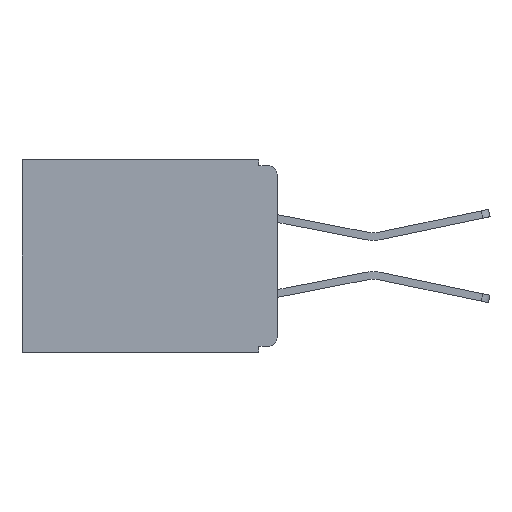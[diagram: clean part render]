
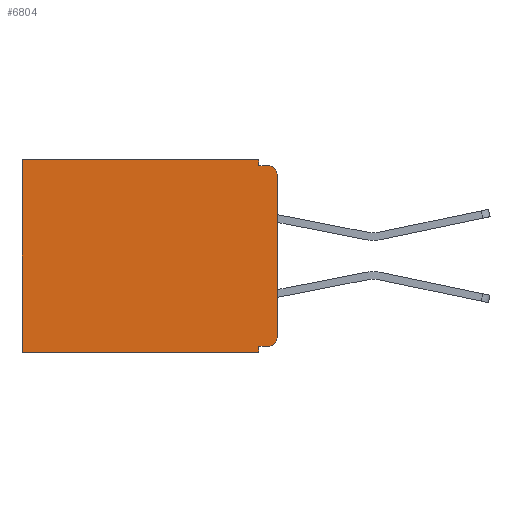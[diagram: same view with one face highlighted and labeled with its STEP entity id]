
A CAD part, left-side view. The second image highlights one B-rep face of the part: STEP entity #6804.
In plain terms, the highlighted planar face has unit normal (-1, 0, 0).
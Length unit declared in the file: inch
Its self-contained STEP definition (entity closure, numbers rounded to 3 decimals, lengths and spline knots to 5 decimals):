
#283 = CARTESIAN_POINT ( 'NONE',  ( 0.3, 0.031, -0.32 ) ) ;
#749 = CARTESIAN_POINT ( 'NONE',  ( 0.3, 0.031, -0.33 ) ) ;
#776 = ORIENTED_EDGE ( 'NONE', *, *, #27971, .F. ) ;
#802 = LINE ( 'NONE', #28107, #24898 ) ;
#1243 = LINE ( 'NONE', #28374, #26074 ) ;
#1551 = DIRECTION ( 'NONE',  ( 0., 0., -1. ) ) ;
#1642 = VECTOR ( 'NONE', #19796, 39.37008 ) ;
#1878 = AXIS2_PLACEMENT_3D ( 'NONE', #25469, #15487, #16957 ) ;
#2384 = EDGE_CURVE ( 'NONE', #8486, #25981, #7656, .T. ) ;
#2401 = VERTEX_POINT ( 'NONE', #15375 ) ;
#2535 = CARTESIAN_POINT ( 'NONE',  ( 0.3, 0.015, -0.32 ) ) ;
#2966 = VECTOR ( 'NONE', #22616, 39.37008 ) ;
#3639 = EDGE_CURVE ( 'NONE', #13664, #30204, #25408, .T. ) ;
#4060 = ORIENTED_EDGE ( 'NONE', *, *, #2384, .T. ) ;
#4384 = EDGE_CURVE ( 'NONE', #30042, #10812, #29410, .T. ) ;
#5072 = VERTEX_POINT ( 'NONE', #20966 ) ;
#5115 = CARTESIAN_POINT ( 'NONE',  ( 0.3, 0., -0.01 ) ) ;
#6259 = CARTESIAN_POINT ( 'NONE',  ( 0.3, 0.437, -0.33 ) ) ;
#6804 = ADVANCED_FACE ( 'NONE', ( #24175 ), #29497, .F. ) ;
#7656 = CIRCLE ( 'NONE', #18926, 0.015 ) ;
#7735 = VERTEX_POINT ( 'NONE', #283 ) ;
#7744 = ORIENTED_EDGE ( 'NONE', *, *, #4384, .F. ) ;
#8486 = VERTEX_POINT ( 'NONE', #2535 ) ;
#9026 = VERTEX_POINT ( 'NONE', #22502 ) ;
#9212 = EDGE_CURVE ( 'NONE', #7735, #30042, #25744, .T. ) ;
#10119 = DIRECTION ( 'NONE',  ( 0., 1., 0. ) ) ;
#10812 = VERTEX_POINT ( 'NONE', #23431 ) ;
#10827 = VECTOR ( 'NONE', #10119, 39.37008 ) ;
#11069 = VECTOR ( 'NONE', #1551, 39.37008 ) ;
#12083 = DIRECTION ( 'NONE',  ( 0., 1., 0. ) ) ;
#12395 = DIRECTION ( 'NONE',  ( 0., 1., 0. ) ) ;
#13153 = VECTOR ( 'NONE', #23804, 39.37008 ) ;
#13331 = AXIS2_PLACEMENT_3D ( 'NONE', #29861, #29435, #29234 ) ;
#13343 = CARTESIAN_POINT ( 'NONE',  ( 0.3, 0.031, 0. ) ) ;
#13419 = EDGE_CURVE ( 'NONE', #2401, #30204, #18618, .T. ) ;
#13664 = VERTEX_POINT ( 'NONE', #15297 ) ;
#14997 = CARTESIAN_POINT ( 'NONE',  ( 0.3, 0., -0.33 ) ) ;
#15297 = CARTESIAN_POINT ( 'NONE',  ( 0.3, 0., -0.025 ) ) ;
#15375 = CARTESIAN_POINT ( 'NONE',  ( 0.3, 0.031, -0.01 ) ) ;
#15487 = DIRECTION ( 'NONE',  ( -1., 0., 0. ) ) ;
#16957 = DIRECTION ( 'NONE',  ( 0., 0., -1. ) ) ;
#17550 = EDGE_CURVE ( 'NONE', #9026, #2401, #18036, .T. ) ;
#17936 = CARTESIAN_POINT ( 'NONE',  ( 0.3, 0.015, -0.01 ) ) ;
#18036 = LINE ( 'NONE', #13343, #11069 ) ;
#18618 = LINE ( 'NONE', #5115, #13153 ) ;
#18926 = AXIS2_PLACEMENT_3D ( 'NONE', #25762, #25297, #25231 ) ;
#19796 = DIRECTION ( 'NONE',  ( 0., 0., -1. ) ) ;
#19822 = CARTESIAN_POINT ( 'NONE',  ( 0.3, 0.031, -0.33 ) ) ;
#19847 = ORIENTED_EDGE ( 'NONE', *, *, #9212, .F. ) ;
#19883 = ORIENTED_EDGE ( 'NONE', *, *, #23302, .T. ) ;
#20221 = ORIENTED_EDGE ( 'NONE', *, *, #17550, .F. ) ;
#20966 = CARTESIAN_POINT ( 'NONE',  ( 0.3, 0.437, 0. ) ) ;
#21160 = VECTOR ( 'NONE', #12395, 39.37008 ) ;
#21222 = DIRECTION ( 'NONE',  ( 0., 0., -1. ) ) ;
#22502 = CARTESIAN_POINT ( 'NONE',  ( 0.3, 0.031, 0. ) ) ;
#22616 = DIRECTION ( 'NONE',  ( 0., 0., -1. ) ) ;
#23085 = ORIENTED_EDGE ( 'NONE', *, *, #24732, .T. ) ;
#23302 = EDGE_CURVE ( 'NONE', #9026, #5072, #1243, .T. ) ;
#23394 = CARTESIAN_POINT ( 'NONE',  ( 0.3, 0., -0.305 ) ) ;
#23431 = CARTESIAN_POINT ( 'NONE',  ( 0.3, 0.437, -0.33 ) ) ;
#23459 = ORIENTED_EDGE ( 'NONE', *, *, #13419, .F. ) ;
#23804 = DIRECTION ( 'NONE',  ( 0., -1., 0. ) ) ;
#23840 = ORIENTED_EDGE ( 'NONE', *, *, #3639, .T. ) ;
#24175 = FACE_OUTER_BOUND ( 'NONE', #25911, .T. ) ;
#24386 = EDGE_CURVE ( 'NONE', #13664, #25981, #802, .T. ) ;
#24732 = EDGE_CURVE ( 'NONE', #5072, #10812, #27063, .T. ) ;
#24898 = VECTOR ( 'NONE', #21222, 39.37008 ) ;
#25231 = DIRECTION ( 'NONE',  ( 0., 0., -1. ) ) ;
#25297 = DIRECTION ( 'NONE',  ( -1., 0., 0. ) ) ;
#25408 = CIRCLE ( 'NONE', #1878, 0.015 ) ;
#25469 = CARTESIAN_POINT ( 'NONE',  ( 0.3, 0.015, -0.025 ) ) ;
#25744 = LINE ( 'NONE', #19822, #1642 ) ;
#25762 = CARTESIAN_POINT ( 'NONE',  ( 0.3, 0.015, -0.305 ) ) ;
#25911 = EDGE_LOOP ( 'NONE', ( #27830, #23840, #23459, #20221, #19883, #23085, #7744, #19847, #776, #4060 ) ) ;
#25981 = VERTEX_POINT ( 'NONE', #23394 ) ;
#26074 = VECTOR ( 'NONE', #12083, 39.37008 ) ;
#26342 = CARTESIAN_POINT ( 'NONE',  ( 0.3, 0., -0.32 ) ) ;
#27063 = LINE ( 'NONE', #6259, #2966 ) ;
#27339 = LINE ( 'NONE', #26342, #21160 ) ;
#27830 = ORIENTED_EDGE ( 'NONE', *, *, #24386, .F. ) ;
#27971 = EDGE_CURVE ( 'NONE', #8486, #7735, #27339, .T. ) ;
#28107 = CARTESIAN_POINT ( 'NONE',  ( 0.3, 0., -0.33 ) ) ;
#28374 = CARTESIAN_POINT ( 'NONE',  ( 0.3, 0., 0. ) ) ;
#29234 = DIRECTION ( 'NONE',  ( 0., 0., -1. ) ) ;
#29410 = LINE ( 'NONE', #14997, #10827 ) ;
#29435 = DIRECTION ( 'NONE',  ( 1., 0., 0. ) ) ;
#29497 = PLANE ( 'NONE',  #13331 ) ;
#29861 = CARTESIAN_POINT ( 'NONE',  ( 0.3, 0., -0.33 ) ) ;
#30042 = VERTEX_POINT ( 'NONE', #749 ) ;
#30204 = VERTEX_POINT ( 'NONE', #17936 ) ;
